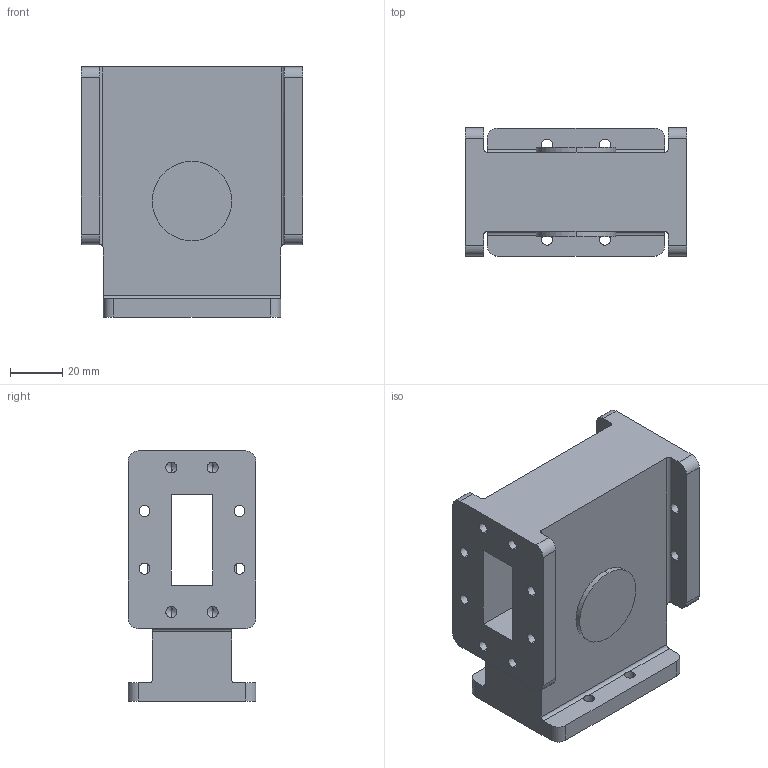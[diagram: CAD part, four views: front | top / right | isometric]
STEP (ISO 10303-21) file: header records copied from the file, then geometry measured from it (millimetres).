
FILE_DESCRIPTION (( 'STEP AP214' ), '1' );
FILE_NAME ('FM-W137CR001_3D.step', '2023-03-08T20:48:09', ( '' ), ( '' ), 'SwSTEP 2.0', 'SolidWorks 2022', '' );
FILE_SCHEMA (( 'AUTOMOTIVE_DESIGN' ));
Length unit declared in the file: inch
Products named in the file (1): FM-W137CR001_3D
Bounding box: 85 x 49.2 x 96.15 mm (x, y, z)
Volume: 189678.3 mm3; surface area: 48818.8 mm2
Topology: 1 solids, 1 shells, 127 faces, 384 edges, 236 vertices
Faces by surface type: cylinder 72, plane 31, cone 24
Entity records: 5014 total; most frequent: CARTESIAN_POINT 876, DIRECTION 756, ORIENTED_EDGE 720, EDGE_CURVE 360, AXIS2_PLACEMENT_3D 284, VERTEX_POINT 236, VECTOR 188, LINE 188
